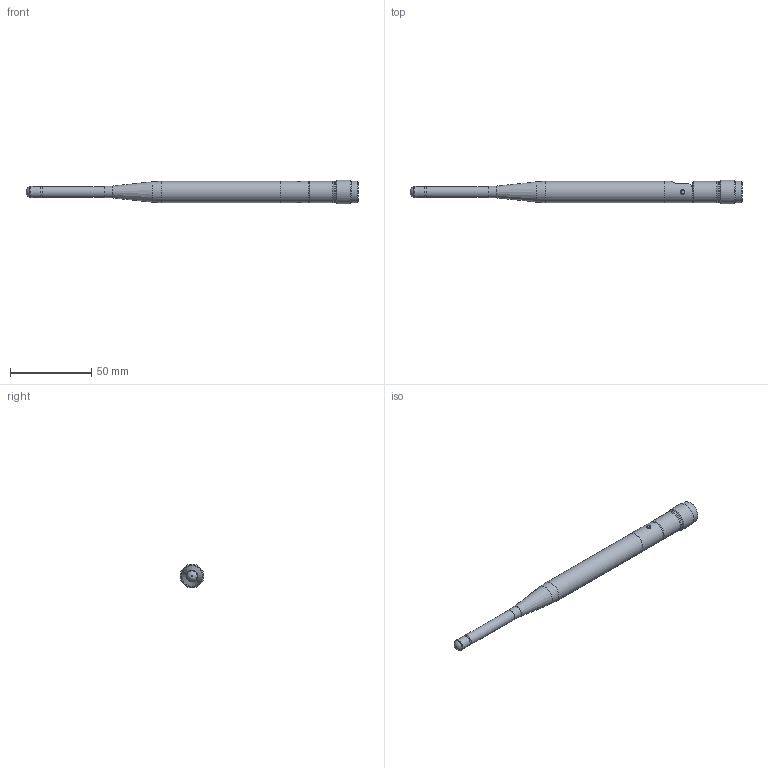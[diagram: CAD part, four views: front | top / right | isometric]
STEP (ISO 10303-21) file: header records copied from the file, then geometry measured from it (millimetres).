
FILE_DESCRIPTION (( 'STEP AP214' ), '1' );
FILE_NAME ('HG2458RD-RTP.STEP', '2018-01-17T20:08:00', ( '' ), ( '' ), 'SwSTEP 2.0', 'SolidWorks 2014', '' );
FILE_SCHEMA (( 'AUTOMOTIVE_DESIGN' ));
Length unit declared in the file: inch
Products named in the file (3): HG2458RD-RTP; HG2458RD-RTP_ANTENNA; HG2458RD-RTP_SWIVEL
Assembly tree (2 placements, depth 2):
  HG2458RD-RTP
    HG2458RD-RTP_ANTENNA
    HG2458RD-RTP_SWIVEL
Bounding box: 204.9 x 14.5 x 14.5 mm (x, y, z)
Volume: 19767.1 mm3; surface area: 9789 mm2
Topology: 3 solids, 3 shells, 98 faces, 205 edges, 121 vertices
Faces by surface type: plane 32, cylinder 30, cone 26, torus 10
Full cylindrical faces by diameter (mm): 1.4 x1, 2.1 x1, 2.794 x1, 2.896 x2, 2.921 x2, 3.556 x1, 4.472 x1, 4.7 x1, 6.756 x2, 7 x1, 7.9 x1, 10.6 x1, 11.2 x1, 11.5 x1, 12.954 x1, 13.056 x1, 13.144 x2, 13.5 x2, 14.5 x1
Entity records: 3637 total; most frequent: CARTESIAN_POINT 483, DIRECTION 425, ORIENTED_EDGE 278, AXIS2_PLACEMENT_3D 188, EDGE_LOOP 175, EDGE_CURVE 139, FACE_OUTER_BOUND 131, VERTEX_POINT 116
